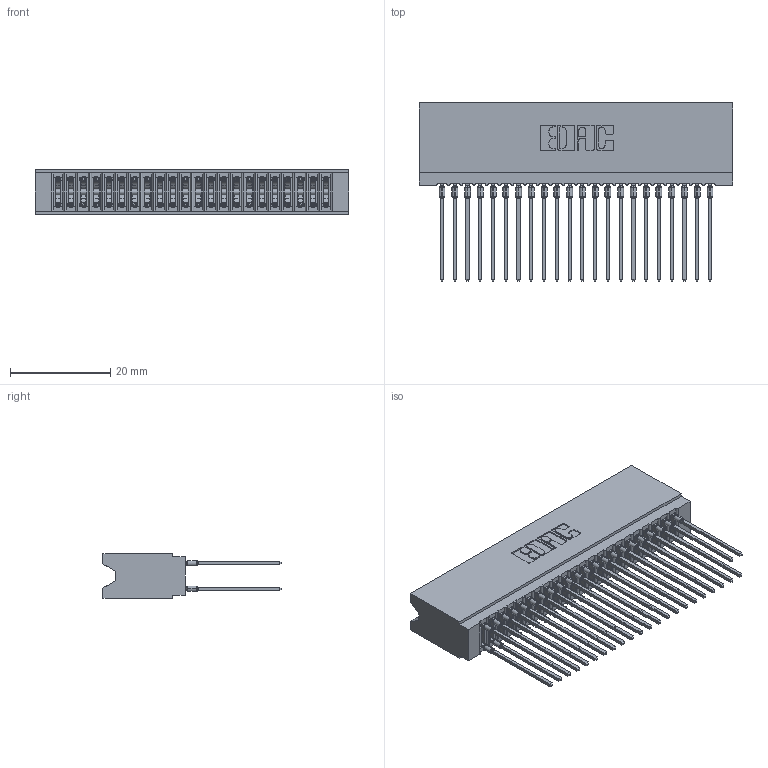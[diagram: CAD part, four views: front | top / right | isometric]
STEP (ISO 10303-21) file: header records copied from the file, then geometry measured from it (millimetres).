
FILE_DESCRIPTION (( 'STEP AP203' ), '1' );
FILE_NAME ('745-044-541-206.STEP', '2026-02-26T17:51:56', ( '' ), ( '' ), 'SwSTEP 2.0', 'SolidWorks 2023', '' );
FILE_SCHEMA (( 'CONFIG_CONTROL_DESIGN' ));
Length unit declared in the file: millimetre
Products named in the file (3): 745-292-001_541; 745 Part_Insulator Option - 06; 745-044-541-206
Assembly tree (45 placements, depth 2):
  745-044-541-206
    745 Part_Insulator Option - 06
    745-292-001_541  x44
Bounding box: 62.48 x 35.45 x 8.89 mm (x, y, z)
Volume: 5941.1 mm3; surface area: 12515.4 mm2
Topology: 45 solids, 45 shells, 4034 faces, 10842 edges, 6816 vertices
Faces by surface type: plane 2080, bspline 880, cylinder 810, torus 264
Entity records: 39788 total; most frequent: CARTESIAN_POINT 7410, ORIENTED_EDGE 6806, DIRECTION 5963, EDGE_CURVE 3403, LINE 3089, VECTOR 3089, VERTEX_POINT 2172, AXIS2_PLACEMENT_3D 1437
